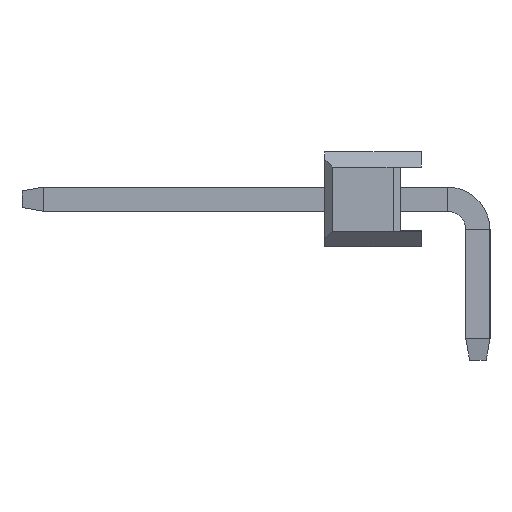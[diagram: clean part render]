
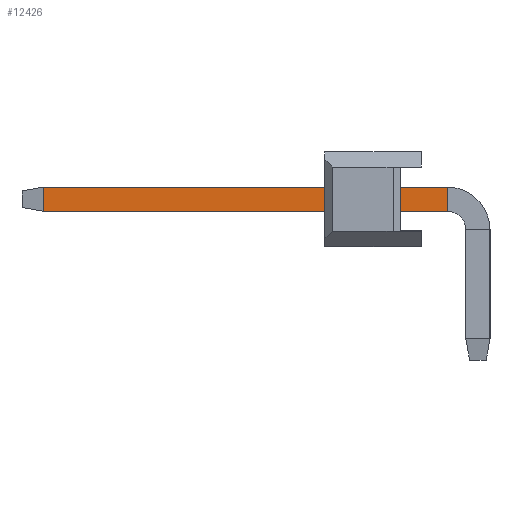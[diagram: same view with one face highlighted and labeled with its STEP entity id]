
A CAD part, left-side view. The second image highlights one B-rep face of the part: STEP entity #12426.
In plain terms, the highlighted planar face has unit normal (-1, 0, 0).
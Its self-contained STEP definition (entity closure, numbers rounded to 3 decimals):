
#2363 = EDGE_CURVE ( 'NONE', #5806, #14174, #15932, .T. ) ;
#3117 = CARTESIAN_POINT ( 'NONE',  ( -58.74, 10.54, -0.32 ) ) ;
#3250 = DIRECTION ( 'NONE',  ( 0., 0., -1. ) ) ;
#3895 = ORIENTED_EDGE ( 'NONE', *, *, #28898, .F. ) ;
#4520 = VECTOR ( 'NONE', #9507, 1000. ) ;
#4771 = EDGE_LOOP ( 'NONE', ( #3895, #24983, #23864, #5401 ) ) ;
#4983 = VECTOR ( 'NONE', #13282, 1000. ) ;
#5401 = ORIENTED_EDGE ( 'NONE', *, *, #10064, .T. ) ;
#5806 = VERTEX_POINT ( 'NONE', #12953 ) ;
#8602 = EDGE_CURVE ( 'NONE', #14174, #32740, #25974, .T. ) ;
#8844 = VECTOR ( 'NONE', #3250, 1000. ) ;
#9316 = CARTESIAN_POINT ( 'NONE',  ( -58.74, -0.7, -0.32 ) ) ;
#9507 = DIRECTION ( 'NONE',  ( 0., 0., 1. ) ) ;
#10003 = DIRECTION ( 'NONE',  ( 1., 0., 0. ) ) ;
#10064 = EDGE_CURVE ( 'NONE', #32740, #13146, #22204, .T. ) ;
#10269 = LINE ( 'NONE', #20447, #11758 ) ;
#11627 = CARTESIAN_POINT ( 'NONE',  ( -58.74, -0.7, 0.32 ) ) ;
#11758 = VECTOR ( 'NONE', #30583, 1000. ) ;
#12426 = ADVANCED_FACE ( 'NONE', ( #12491 ), #22682, .F. ) ;
#12491 = FACE_OUTER_BOUND ( 'NONE', #4771, .T. ) ;
#12953 = CARTESIAN_POINT ( 'NONE',  ( -58.74, 9.973, 0.32 ) ) ;
#13146 = VERTEX_POINT ( 'NONE', #11627 ) ;
#13282 = DIRECTION ( 'NONE',  ( 0., -1., 0. ) ) ;
#14174 = VERTEX_POINT ( 'NONE', #24775 ) ;
#15932 = LINE ( 'NONE', #26107, #8844 ) ;
#20172 = DIRECTION ( 'NONE',  ( 0., 0., -1. ) ) ;
#20447 = CARTESIAN_POINT ( 'NONE',  ( -58.74, 10.54, 0.32 ) ) ;
#22204 = LINE ( 'NONE', #32324, #4520 ) ;
#22682 = PLANE ( 'NONE',  #32175 ) ;
#23864 = ORIENTED_EDGE ( 'NONE', *, *, #8602, .T. ) ;
#24775 = CARTESIAN_POINT ( 'NONE',  ( -58.74, 9.973, -0.32 ) ) ;
#24983 = ORIENTED_EDGE ( 'NONE', *, *, #2363, .T. ) ;
#25974 = LINE ( 'NONE', #3117, #4983 ) ;
#26107 = CARTESIAN_POINT ( 'NONE',  ( -58.74, 9.973, -0.32 ) ) ;
#28898 = EDGE_CURVE ( 'NONE', #5806, #13146, #10269, .T. ) ;
#30583 = DIRECTION ( 'NONE',  ( 0., -1., 0. ) ) ;
#32175 = AXIS2_PLACEMENT_3D ( 'NONE', #32802, #10003, #20172 ) ;
#32324 = CARTESIAN_POINT ( 'NONE',  ( -58.74, -0.7, 0.32 ) ) ;
#32740 = VERTEX_POINT ( 'NONE', #9316 ) ;
#32802 = CARTESIAN_POINT ( 'NONE',  ( -58.74, 10.54, 0.32 ) ) ;
